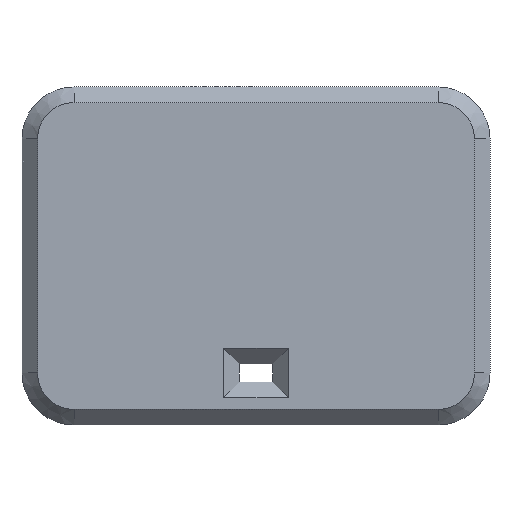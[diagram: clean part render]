
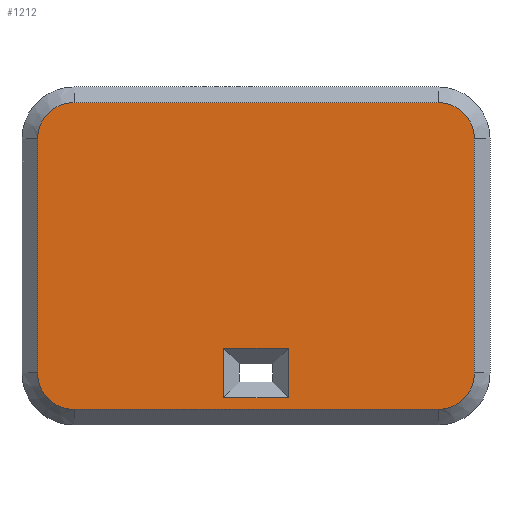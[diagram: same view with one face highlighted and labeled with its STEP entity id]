
A CAD part, front view. The second image highlights one B-rep face of the part: STEP entity #1212.
In plain terms, the highlighted planar face has unit normal (0, -1, 0).
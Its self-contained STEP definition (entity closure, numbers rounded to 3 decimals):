
#33=FACE_BOUND('',#156,.T.);
#44=CIRCLE('',#1288,7.);
#45=CIRCLE('',#1289,7.);
#46=CIRCLE('',#1290,7.);
#47=CIRCLE('',#1291,7.);
#82=FACE_OUTER_BOUND('',#155,.T.);
#155=EDGE_LOOP('',(#827,#828,#829,#830,#831,#832,#833,#834));
#156=EDGE_LOOP('',(#835,#836,#837,#838));
#235=LINE('',#1748,#377);
#237=LINE('',#1752,#379);
#240=LINE('',#1758,#382);
#243=LINE('',#1763,#385);
#250=LINE('',#1778,#392);
#251=LINE('',#1782,#393);
#252=LINE('',#1786,#394);
#253=LINE('',#1790,#395);
#377=VECTOR('',#1392,10.);
#379=VECTOR('',#1396,10.);
#382=VECTOR('',#1401,10.);
#385=VECTOR('',#1406,10.);
#392=VECTOR('',#1419,10.);
#393=VECTOR('',#1422,10.);
#394=VECTOR('',#1425,10.);
#395=VECTOR('',#1428,10.);
#519=VERTEX_POINT('',#1745);
#520=VERTEX_POINT('',#1747);
#521=VERTEX_POINT('',#1751);
#523=VERTEX_POINT('',#1757);
#528=VERTEX_POINT('',#1776);
#529=VERTEX_POINT('',#1777);
#530=VERTEX_POINT('',#1779);
#531=VERTEX_POINT('',#1781);
#532=VERTEX_POINT('',#1783);
#533=VERTEX_POINT('',#1785);
#534=VERTEX_POINT('',#1787);
#535=VERTEX_POINT('',#1789);
#631=EDGE_CURVE('',#519,#520,#235,.T.);
#633=EDGE_CURVE('',#521,#519,#237,.T.);
#636=EDGE_CURVE('',#523,#521,#240,.T.);
#639=EDGE_CURVE('',#520,#523,#243,.T.);
#646=EDGE_CURVE('',#528,#529,#250,.T.);
#647=EDGE_CURVE('',#530,#528,#44,.T.);
#648=EDGE_CURVE('',#531,#530,#251,.T.);
#649=EDGE_CURVE('',#532,#531,#45,.T.);
#650=EDGE_CURVE('',#533,#532,#252,.T.);
#651=EDGE_CURVE('',#534,#533,#46,.T.);
#652=EDGE_CURVE('',#535,#534,#253,.T.);
#653=EDGE_CURVE('',#529,#535,#47,.T.);
#827=ORIENTED_EDGE('',*,*,#646,.F.);
#828=ORIENTED_EDGE('',*,*,#647,.F.);
#829=ORIENTED_EDGE('',*,*,#648,.F.);
#830=ORIENTED_EDGE('',*,*,#649,.F.);
#831=ORIENTED_EDGE('',*,*,#650,.F.);
#832=ORIENTED_EDGE('',*,*,#651,.F.);
#833=ORIENTED_EDGE('',*,*,#652,.F.);
#834=ORIENTED_EDGE('',*,*,#653,.F.);
#835=ORIENTED_EDGE('',*,*,#631,.F.);
#836=ORIENTED_EDGE('',*,*,#633,.F.);
#837=ORIENTED_EDGE('',*,*,#636,.F.);
#838=ORIENTED_EDGE('',*,*,#639,.F.);
#1157=PLANE('',#1287);
#1212=ADVANCED_FACE('',(#82,#33),#1157,.F.);
#1287=AXIS2_PLACEMENT_3D('',#1775,#1417,#1418);
#1288=AXIS2_PLACEMENT_3D('',#1780,#1420,#1421);
#1289=AXIS2_PLACEMENT_3D('',#1784,#1423,#1424);
#1290=AXIS2_PLACEMENT_3D('',#1788,#1426,#1427);
#1291=AXIS2_PLACEMENT_3D('',#1791,#1429,#1430);
#1392=DIRECTION('',(0.,0.,1.));
#1396=DIRECTION('',(1.,0.,0.));
#1401=DIRECTION('',(0.,0.,-1.));
#1406=DIRECTION('',(-1.,0.,0.));
#1417=DIRECTION('center_axis',(0.,1.,0.));
#1418=DIRECTION('ref_axis',(1.,0.,0.));
#1419=DIRECTION('',(-1.,0.,0.));
#1420=DIRECTION('center_axis',(0.,1.,0.));
#1421=DIRECTION('ref_axis',(0.707,0.,-0.707));
#1422=DIRECTION('',(0.,0.,-1.));
#1423=DIRECTION('center_axis',(0.,1.,0.));
#1424=DIRECTION('ref_axis',(0.707,0.,0.707));
#1425=DIRECTION('',(1.,0.,0.));
#1426=DIRECTION('center_axis',(0.,1.,0.));
#1427=DIRECTION('ref_axis',(-0.707,0.,0.707));
#1428=DIRECTION('',(0.,0.,1.));
#1429=DIRECTION('center_axis',(0.,1.,0.));
#1430=DIRECTION('ref_axis',(-0.707,0.,-0.707));
#1745=CARTESIAN_POINT('',(6.25,0.,-27.25));
#1747=CARTESIAN_POINT('',(6.25,0.,-17.75));
#1748=CARTESIAN_POINT('',(6.25,0.,-12.125));
#1751=CARTESIAN_POINT('',(-6.25,0.,-27.25));
#1752=CARTESIAN_POINT('',(-1.625,0.,-27.25));
#1757=CARTESIAN_POINT('',(-6.25,0.,-17.75));
#1758=CARTESIAN_POINT('',(-6.25,0.,-10.375));
#1763=CARTESIAN_POINT('',(1.625,0.,-17.75));
#1775=CARTESIAN_POINT('Origin',(0.,0.,0.));
#1776=CARTESIAN_POINT('',(35.,0.,-29.5));
#1777=CARTESIAN_POINT('',(-35.,0.,-29.5));
#1778=CARTESIAN_POINT('',(22.5,0.,-29.5));
#1779=CARTESIAN_POINT('',(42.,0.,-22.5));
#1780=CARTESIAN_POINT('Origin',(35.,0.,-22.5));
#1781=CARTESIAN_POINT('',(42.,0.,22.5));
#1782=CARTESIAN_POINT('',(42.,0.,16.25));
#1783=CARTESIAN_POINT('',(35.,0.,29.5));
#1784=CARTESIAN_POINT('Origin',(35.,0.,22.5));
#1785=CARTESIAN_POINT('',(-35.,0.,29.5));
#1786=CARTESIAN_POINT('',(-22.5,0.,29.5));
#1787=CARTESIAN_POINT('',(-42.,0.,22.5));
#1788=CARTESIAN_POINT('Origin',(-35.,0.,22.5));
#1789=CARTESIAN_POINT('',(-42.,0.,-22.5));
#1790=CARTESIAN_POINT('',(-42.,0.,-16.25));
#1791=CARTESIAN_POINT('Origin',(-35.,0.,-22.5));
